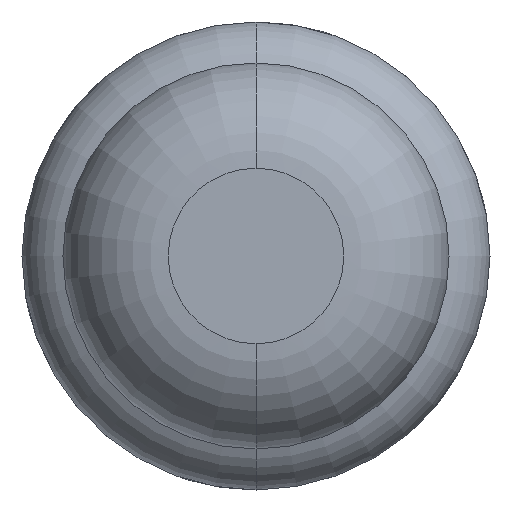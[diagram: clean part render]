
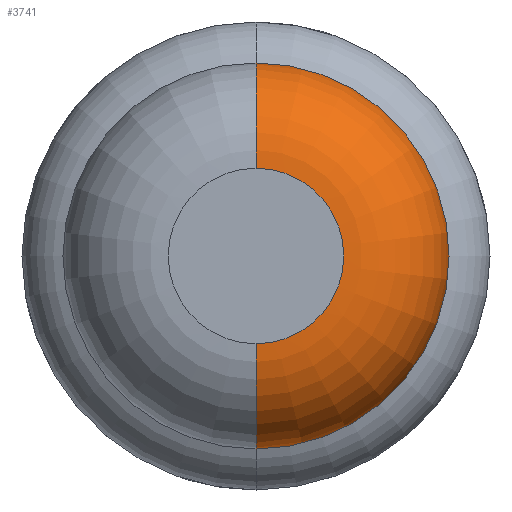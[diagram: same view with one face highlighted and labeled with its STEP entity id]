
A CAD part, front view. The second image highlights one B-rep face of the part: STEP entity #3741.
In plain terms, the highlighted toroidal (fillet/blend) face has major radius 0.375 mm and minor radius 0.45 mm.
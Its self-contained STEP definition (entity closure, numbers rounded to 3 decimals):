
#217 = EDGE_LOOP ( 'NONE', ( #639, #2023, #1164, #696 ) ) ;
#306 = DIRECTION ( 'NONE',  ( 1., 0., 0. ) ) ;
#475 = AXIS2_PLACEMENT_3D ( 'NONE', #929, #1847, #2178 ) ;
#639 = ORIENTED_EDGE ( 'NONE', *, *, #3364, .T. ) ;
#696 = ORIENTED_EDGE ( 'NONE', *, *, #1214, .F. ) ;
#760 = DIRECTION ( 'NONE',  ( 0., 0., 1. ) ) ;
#929 = CARTESIAN_POINT ( 'NONE',  ( 0., -26.95, 0. ) ) ;
#993 = CIRCLE ( 'NONE', #3530, 0.45 ) ;
#1094 = CARTESIAN_POINT ( 'NONE',  ( 0., -27.4, -0.375 ) ) ;
#1164 = ORIENTED_EDGE ( 'NONE', *, *, #2857, .F. ) ;
#1214 = EDGE_CURVE ( 'NONE', #2956, #1961, #993, .T. ) ;
#1295 = CARTESIAN_POINT ( 'NONE',  ( 0., -26.95, -0.375 ) ) ;
#1416 = CARTESIAN_POINT ( 'NONE',  ( 0., -26.95, 0.825 ) ) ;
#1418 = DIRECTION ( 'NONE',  ( 0., 0., 1. ) ) ;
#1454 = FACE_OUTER_BOUND ( 'NONE', #217, .T. ) ;
#1822 = DIRECTION ( 'NONE',  ( 0., 1., 0. ) ) ;
#1838 = DIRECTION ( 'NONE',  ( 0., 0., 1. ) ) ;
#1847 = DIRECTION ( 'NONE',  ( 0., 1., 0. ) ) ;
#1852 = VERTEX_POINT ( 'NONE', #1094 ) ;
#1902 = CARTESIAN_POINT ( 'NONE',  ( 0., -27.4, 0.375 ) ) ;
#1961 = VERTEX_POINT ( 'NONE', #1416 ) ;
#1998 = TOROIDAL_SURFACE ( 'NONE', #475, 0.375, 0.45 ) ;
#2011 = CARTESIAN_POINT ( 'NONE',  ( 0., -26.95, 0.375 ) ) ;
#2023 = ORIENTED_EDGE ( 'NONE', *, *, #4085, .T. ) ;
#2052 = DIRECTION ( 'NONE',  ( -1., 0., 0. ) ) ;
#2069 = AXIS2_PLACEMENT_3D ( 'NONE', #2776, #1822, #1838 ) ;
#2178 = DIRECTION ( 'NONE',  ( 0., 0., 1. ) ) ;
#2529 = CIRCLE ( 'NONE', #2969, 0.45 ) ;
#2713 = CARTESIAN_POINT ( 'NONE',  ( 0., -27.4, 0. ) ) ;
#2776 = CARTESIAN_POINT ( 'NONE',  ( 0., -26.95, 0. ) ) ;
#2857 = EDGE_CURVE ( 'Defeature ausgef�hrt1_23+Defeature ausgef�hrt1_22+Defeature ausgef�hrt1_22+Defeature ausgef�hrt1_22', #1961, #3627, #3591, .T. ) ;
#2906 = CARTESIAN_POINT ( 'NONE',  ( 0., -26.95, -0.825 ) ) ;
#2956 = VERTEX_POINT ( 'NONE', #1902 ) ;
#2969 = AXIS2_PLACEMENT_3D ( 'NONE', #1295, #306, #3880 ) ;
#3083 = DIRECTION ( 'NONE',  ( 0., 1., 0. ) ) ;
#3128 = CIRCLE ( 'NONE', #3140, 0.375 ) ;
#3140 = AXIS2_PLACEMENT_3D ( 'NONE', #2713, #3083, #1418 ) ;
#3364 = EDGE_CURVE ( 'Defeature ausgef�hrt1_22+Defeature ausgef�hrt1_21+Defeature ausgef�hrt1_21+Defeature ausgef�hrt1_21', #2956, #1852, #3128, .T. ) ;
#3530 = AXIS2_PLACEMENT_3D ( 'NONE', #2011, #2052, #760 ) ;
#3591 = CIRCLE ( 'NONE', #2069, 0.825 ) ;
#3627 = VERTEX_POINT ( 'NONE', #2906 ) ;
#3741 = ADVANCED_FACE ( 'Defeature ausgef�hrt1_22', ( #1454 ), #1998, .T. ) ;
#3880 = DIRECTION ( 'NONE',  ( 0., 0., -1. ) ) ;
#4085 = EDGE_CURVE ( 'NONE', #1852, #3627, #2529, .T. ) ;
